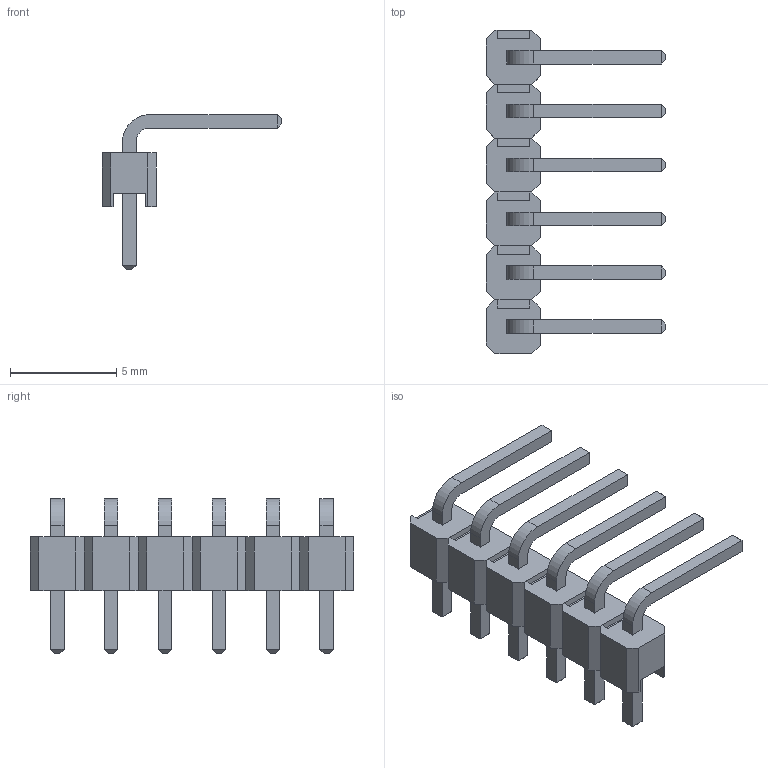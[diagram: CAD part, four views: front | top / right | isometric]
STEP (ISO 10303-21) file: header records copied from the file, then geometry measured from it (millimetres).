
FILE_DESCRIPTION(('FreeCAD Model'),'2;1');
FILE_NAME('6Pin.step','2021-01-26T11:48:51',( 'Author'),(''),'Open CASCADE STEP processor 7.3','FreeCAD','Unknown' );
FILE_SCHEMA(('AUTOMOTIVE_DESIGN { 1 0 10303 214 1 1 1 1 }'));
Length unit declared in the file: millimetre
Products named in the file (6): Fusion; Fusion001; Fusion002; Fusion003; Fusion004; Fusion005
Bounding box: 8.45 x 15.24 x 7.3 mm (x, y, z)
Volume: 105.9 mm3; surface area: 400.9 mm2
Topology: 6 solids, 6 shells, 240 faces, 600 edges, 384 vertices
Faces by surface type: plane 228, cylinder 12
Entity records: 16382 total; most frequent: CARTESIAN_POINT 2545, DIRECTION 2186, LINE 1632, VECTOR 1632, ORIENTED_EDGE 1200, PCURVE 1200, DEFINITIONAL_REPRESENTATION 1200, EDGE_CURVE 600
